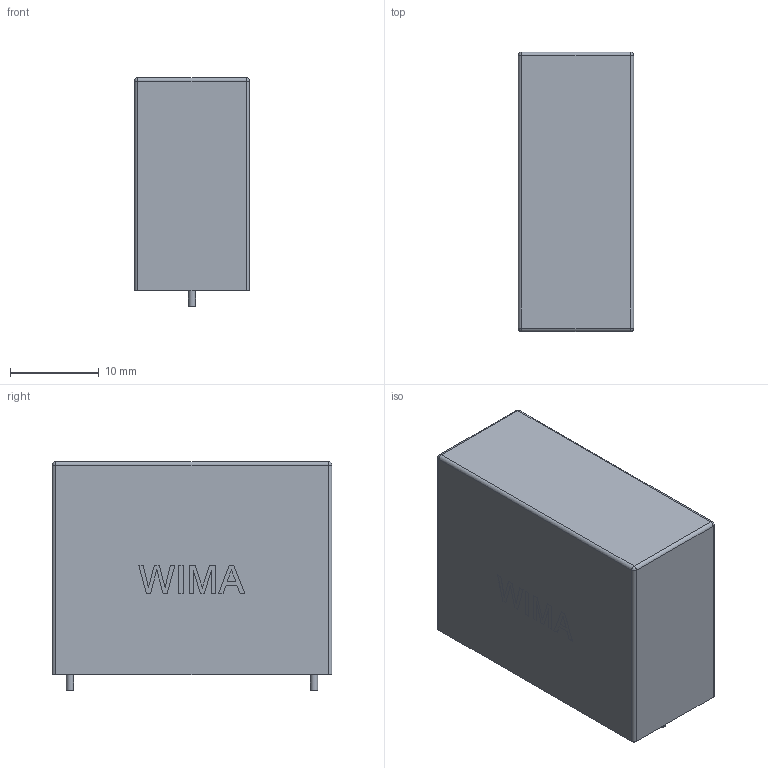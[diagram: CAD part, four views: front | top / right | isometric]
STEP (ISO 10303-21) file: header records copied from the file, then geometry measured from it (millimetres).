
FILE_DESCRIPTION(/* description */ ('Alibre Inc.'),/* implementation_level */ '2;1');
FILE_NAME(/* name */ 'export0',/* time_stamp */ '2013-06-15T21:27:32+03:00',/* author */ (''),/* organization */ (''),/* preprocessor_version */ 'ST-DEVELOPER v14',/* originating_system */ 'Alibre',/* authorisation */ '');
FILE_SCHEMA (('AUTOMOTIVE_DESIGN'));
Length unit declared in the file: centimetre
Bounding box: 13.02 x 31.5 x 25.8 mm (x, y, z)
Volume: 9823.8 mm3; surface area: 2933.5 mm2
Topology: 1 solids, 1 shells, 114 faces, 292 edges, 188 vertices
Faces by surface type: plane 100, cylinder 10, sphere 4
Full cylindrical faces by diameter (mm): 0.8 x2
Entity records: 3291 total; most frequent: CARTESIAN_POINT 586, ORIENTED_EDGE 572, DIRECTION 432, EDGE_CURVE 286, VECTOR 266, LINE 266, VERTEX_POINT 188, AXIS2_PLACEMENT_3D 132
